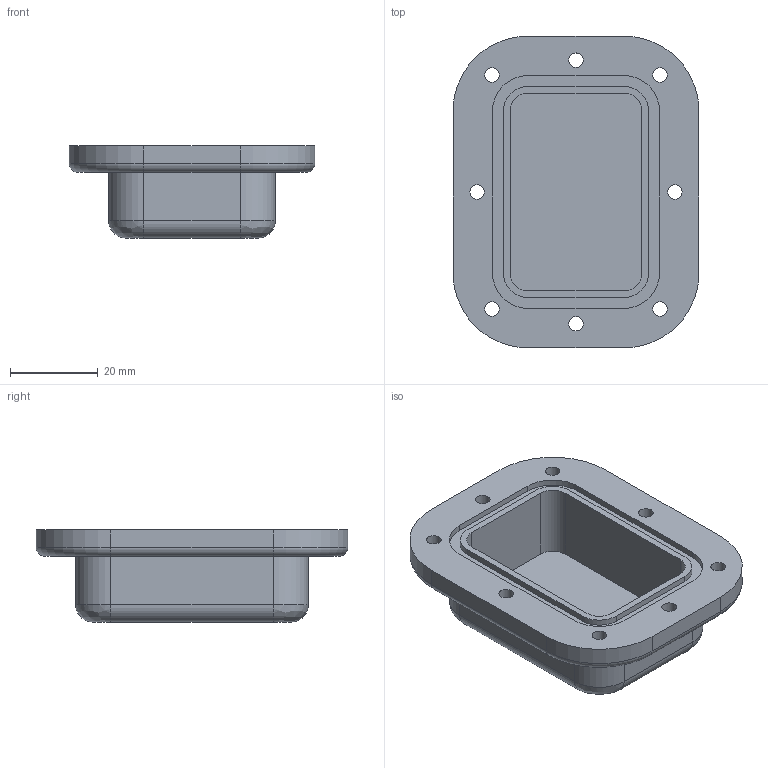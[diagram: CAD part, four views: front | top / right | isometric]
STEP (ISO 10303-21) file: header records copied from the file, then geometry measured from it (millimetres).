
FILE_DESCRIPTION(/* description */ (''),/* implementation_level */ '2;1');
FILE_NAME(/* name */ 'top_no_holes.step',/* time_stamp */ '2022-09-07T14:20:45+02:00',/* author */ (''),/* organization */ (''),/* preprocessor_version */ 'ST-DEVELOPER v19',/* originating_system */ 'Autodesk Translation Framework v11.7.0.108',/* authorisation */ '');
FILE_SCHEMA (('AUTOMOTIVE_DESIGN { 1 0 10303 214 3 1 1 }'));
Length unit declared in the file: millimetre
Products named in the file (2): simple_snappergps_turtle_case_printable; top
Assembly tree (1 placements, depth 2):
  simple_snappergps_turtle_case_printable
    top
Bounding box: 56 x 71 x 21 mm (x, y, z)
Volume: 27315.9 mm3; surface area: 14081.1 mm2
Topology: 1 solids, 1 shells, 70 faces, 176 edges, 112 vertices
Faces by surface type: cylinder 36, plane 26, torus 4, bspline 4
Full cylindrical faces by diameter (mm): 3.3 x8
Entity records: 2243 total; most frequent: DIRECTION 396, CARTESIAN_POINT 394, ORIENTED_EDGE 352, EDGE_CURVE 176, AXIS2_PLACEMENT_3D 150, VERTEX_POINT 112, LINE 96, VECTOR 96
